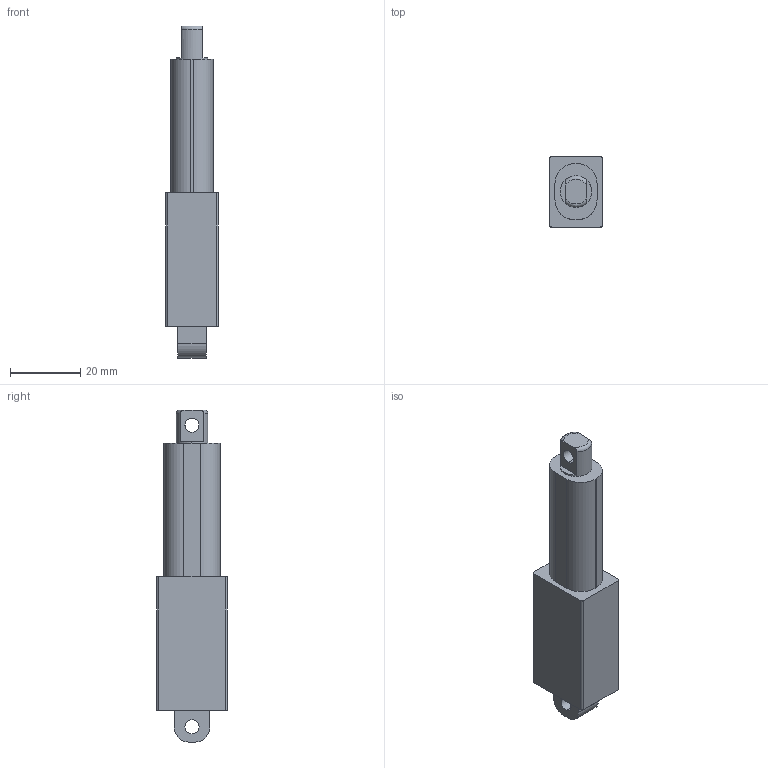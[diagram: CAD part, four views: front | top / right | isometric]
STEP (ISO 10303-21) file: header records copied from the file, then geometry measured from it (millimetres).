
FILE_DESCRIPTION (( 'STEP AP214' ), '1' );
FILE_NAME ('Linear Actuator LA-M-12-40-30-30 85.STEP', '2021-03-15T16:23:50', ( '' ), ( '' ), 'SwSTEP 2.0', 'SolidWorks 2020', '' );
FILE_SCHEMA (( 'AUTOMOTIVE_DESIGN' ));
Length unit declared in the file: millimetre
Products named in the file (3): Shtok of actuator; Linear Actuator LA-M-12-40-30-30 85; Linear Actuator
Assembly tree (2 placements, depth 2):
  Linear Actuator LA-M-12-40-30-30 85
    Linear Actuator
    Shtok of actuator
Bounding box: 15 x 20 x 94.5 mm (x, y, z)
Volume: 18561.4 mm3; surface area: 7730.2 mm2
Topology: 2 solids, 2 shells, 43 faces, 108 edges, 72 vertices
Faces by surface type: plane 23, cylinder 18, torus 2
Entity records: 1714 total; most frequent: CARTESIAN_POINT 264, DIRECTION 242, ORIENTED_EDGE 216, EDGE_CURVE 108, AXIS2_PLACEMENT_3D 90, VERTEX_POINT 72, VECTOR 62, LINE 62
